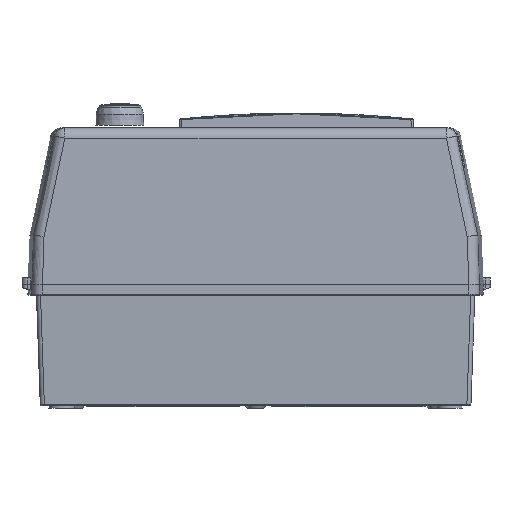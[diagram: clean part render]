
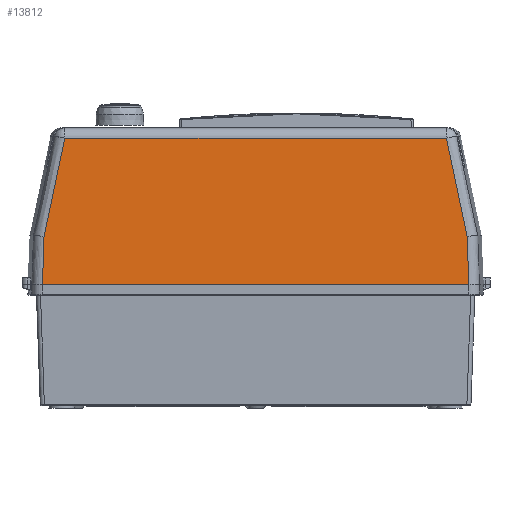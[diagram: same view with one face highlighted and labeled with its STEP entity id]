
A CAD part, front view. The second image highlights one B-rep face of the part: STEP entity #13812.
In plain terms, the highlighted planar face has unit normal (0, -0.999, 0.035).
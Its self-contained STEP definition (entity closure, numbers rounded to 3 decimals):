
#3472=PLANE('',#51315);
#7153=LINE('',#106718,#10970);
#7154=LINE('',#106799,#10971);
#10970=VECTOR('',#60204,1.);
#10971=VECTOR('',#60211,1.);
#13812=ADVANCED_FACE('',(#16680),#3472,.T.);
#16680=FACE_OUTER_BOUND('',#19306,.T.);
#19306=EDGE_LOOP('',(#29534,#29535,#29536,#29537,#29538,#29539));
#29534=ORIENTED_EDGE('',*,*,#44311,.F.);
#29535=ORIENTED_EDGE('',*,*,#44316,.F.);
#29536=ORIENTED_EDGE('',*,*,#44317,.F.);
#29537=ORIENTED_EDGE('',*,*,#44318,.T.);
#29538=ORIENTED_EDGE('',*,*,#44319,.F.);
#29539=ORIENTED_EDGE('',*,*,#44314,.F.);
#37086=VERTEX_POINT('',#106714);
#37087=VERTEX_POINT('',#106717);
#37088=VERTEX_POINT('',#106750);
#37089=VERTEX_POINT('',#106793);
#37090=VERTEX_POINT('',#106798);
#37091=VERTEX_POINT('',#106800);
#44311=EDGE_CURVE('',#37087,#37086,#7153,.T.);
#44314=EDGE_CURVE('',#37086,#37088,#48162,.T.);
#44316=EDGE_CURVE('',#37089,#37087,#48164,.T.);
#44317=EDGE_CURVE('',#37090,#37089,#48165,.T.);
#44318=EDGE_CURVE('',#37090,#37091,#7154,.T.);
#44319=EDGE_CURVE('',#37088,#37091,#48166,.T.);
#48162=B_SPLINE_CURVE_WITH_KNOTS('',3,(#106746,#106747,#106748,#106749),
 .UNSPECIFIED.,.F.,.F.,(4,4),(0.,1.),.UNSPECIFIED.);
#48164=B_SPLINE_CURVE_WITH_KNOTS('',3,(#106789,#106790,#106791,#106792),
 .UNSPECIFIED.,.F.,.F.,(4,4),(0.,1.),.UNSPECIFIED.);
#48165=B_SPLINE_CURVE_WITH_KNOTS('',3,(#106794,#106795,#106796,#106797),
 .UNSPECIFIED.,.F.,.F.,(4,4),(0.,1.),.UNSPECIFIED.);
#48166=B_SPLINE_CURVE_WITH_KNOTS('',3,(#106801,#106802,#106803,#106804),
 .UNSPECIFIED.,.F.,.F.,(4,4),(0.,1.),.UNSPECIFIED.);
#51315=AXIS2_PLACEMENT_3D('',#106805,#60212,#60213);
#60204=DIRECTION('',(1.,0.,0.));
#60211=DIRECTION('',(1.,0.,0.));
#60212=DIRECTION('',(0.,-0.999,0.035));
#60213=DIRECTION('',(-1.,0.,0.));
#106714=CARTESIAN_POINT('',(117.121,-106.867,92.227));
#106717=CARTESIAN_POINT('',(-117.121,-106.867,92.227));
#106718=CARTESIAN_POINT('',(68.486,-106.867,92.227));
#106746=CARTESIAN_POINT('',(117.121,-106.867,92.227));
#106747=CARTESIAN_POINT('',(121.36,-107.568,72.142));
#106748=CARTESIAN_POINT('',(125.599,-108.269,52.057));
#106749=CARTESIAN_POINT('',(129.838,-108.971,31.972));
#106750=CARTESIAN_POINT('',(129.838,-108.971,31.972));
#106789=CARTESIAN_POINT('',(-129.838,-108.971,31.972));
#106790=CARTESIAN_POINT('',(-125.599,-108.269,52.057));
#106791=CARTESIAN_POINT('',(-121.36,-107.568,72.142));
#106792=CARTESIAN_POINT('',(-117.121,-106.867,92.227));
#106793=CARTESIAN_POINT('',(-129.838,-108.971,31.972));
#106794=CARTESIAN_POINT('',(-130.815,-110.,2.5));
#106795=CARTESIAN_POINT('',(-130.489,-109.657,12.324));
#106796=CARTESIAN_POINT('',(-130.164,-109.314,22.148));
#106797=CARTESIAN_POINT('',(-129.838,-108.971,31.972));
#106798=CARTESIAN_POINT('',(-130.815,-110.,2.5));
#106799=CARTESIAN_POINT('',(-136.973,-110.,2.5));
#106800=CARTESIAN_POINT('',(130.815,-110.,2.5));
#106801=CARTESIAN_POINT('',(129.838,-108.971,31.972));
#106802=CARTESIAN_POINT('',(130.164,-109.314,22.148));
#106803=CARTESIAN_POINT('',(130.489,-109.657,12.324));
#106804=CARTESIAN_POINT('',(130.815,-110.,2.5));
#106805=CARTESIAN_POINT('',(136.973,-110.,2.5));
